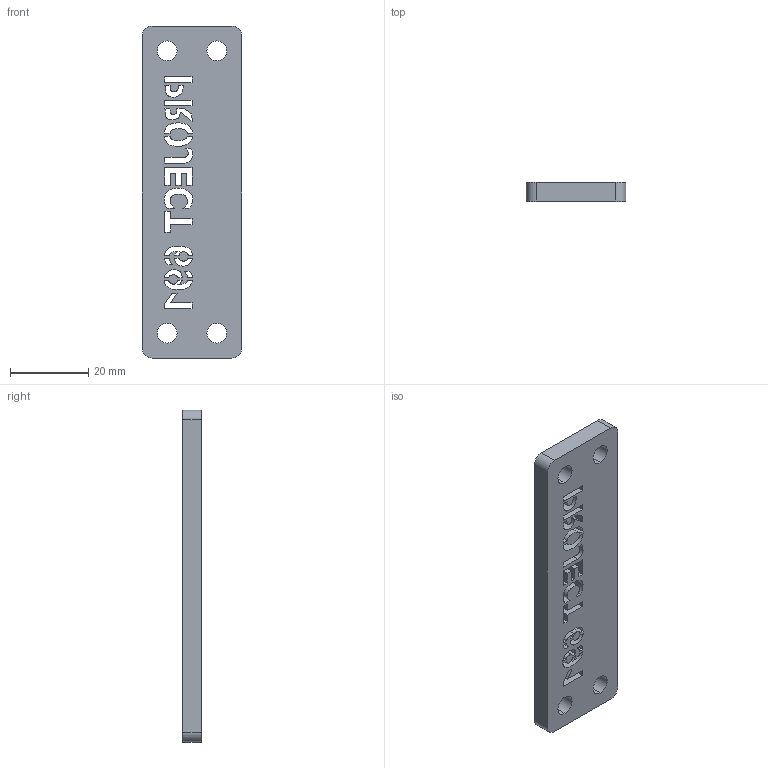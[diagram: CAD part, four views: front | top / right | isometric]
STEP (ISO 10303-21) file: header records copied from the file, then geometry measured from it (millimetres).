
FILE_DESCRIPTION (( 'STEP AP214' ), '1' );
FILE_NAME ('P-3 FrontModulePlate.STEP', '2015-01-25T00:20:38', ( '' ), ( '' ), 'SwSTEP 2.0', 'SolidWorks 2014', '' );
FILE_SCHEMA (( 'AUTOMOTIVE_DESIGN' ));
Length unit declared in the file: inch
Products named in the file (1): P-3 FrontModulePlate
Bounding box: 25.4 x 4.76 x 84.84 mm (x, y, z)
Volume: 8965.2 mm3; surface area: 6624.8 mm2
Topology: 1 solids, 1 shells, 112 faces, 330 edges, 220 vertices
Faces by surface type: plane 72, bspline 28, cylinder 12
Entity records: 6866 total; most frequent: CARTESIAN_POINT 3923, ORIENTED_EDGE 660, DIRECTION 468, EDGE_CURVE 330, VECTOR 250, LINE 250, VERTEX_POINT 220, EDGE_LOOP 154
